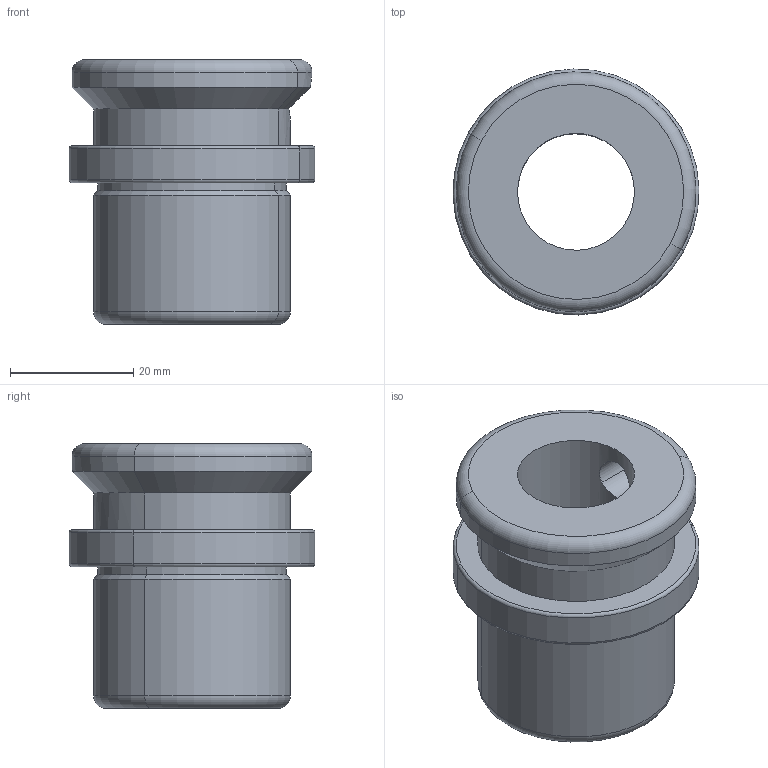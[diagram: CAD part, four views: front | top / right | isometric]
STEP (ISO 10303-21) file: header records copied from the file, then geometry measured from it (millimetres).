
FILE_DESCRIPTION(('CATIA V5 STEP Exchange'),'2;1');
FILE_NAME('RDBB303M.1943.stp','2017-03-26T18:36:11+00:00',('none'),('none'),'CATIA Version 5 Release 19 GA (IN-10)','CATIA V5 STEP AP203','none');
FILE_SCHEMA(('CONFIG_CONTROL_DESIGN'));
Length unit declared in the file: millimetre
Products named in the file (1): RDBB303M.1943
Bounding box: 39.99 x 39.99 x 43 mm (x, y, z)
Volume: 26890 mm3; surface area: 9615.8 mm2
Topology: 1 solids, 1 shells, 31 faces, 73 edges, 50 vertices
Faces by surface type: cylinder 14, torus 8, cone 5, plane 4
Entity records: 907 total; most frequent: CARTESIAN_POINT 211, ORIENTED_EDGE 136, DIRECTION 105, EDGE_CURVE 68, AXIS2_PLACEMENT_3D 65, CIRCLE 44, VERTEX_POINT 40, EDGE_LOOP 36
